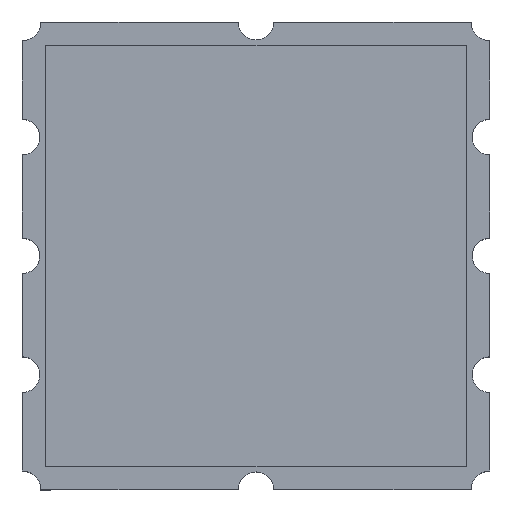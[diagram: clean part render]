
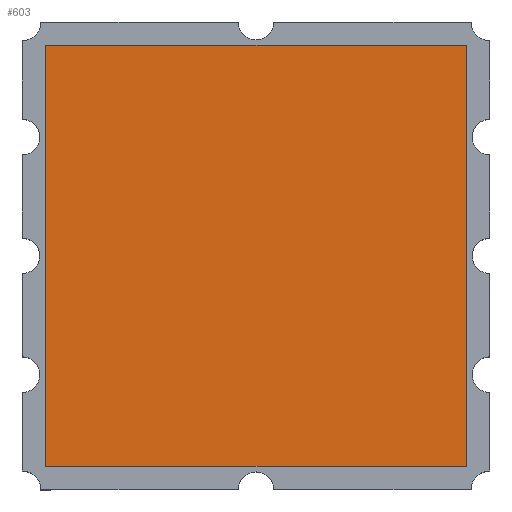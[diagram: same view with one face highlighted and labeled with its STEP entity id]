
A CAD part, top view. The second image highlights one B-rep face of the part: STEP entity #603.
In plain terms, the highlighted planar face has unit normal (0, 0, 1).
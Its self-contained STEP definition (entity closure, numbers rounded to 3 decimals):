
#7 = EDGE_CURVE ( 'NONE', #1282, #347, #465, .T. ) ;
#31 = VERTEX_POINT ( 'NONE', #876 ) ;
#118 = DIRECTION ( 'NONE',  ( 0., -1., 0. ) ) ;
#127 = VECTOR ( 'NONE', #118, 1000. ) ;
#137 = DIRECTION ( 'NONE',  ( -1., 0., 0. ) ) ;
#172 = LINE ( 'NONE', #891, #798 ) ;
#197 = CARTESIAN_POINT ( 'NONE',  ( 1.32, -1.41, 1.98 ) ) ;
#211 = DIRECTION ( 'NONE',  ( 0., 1., 0. ) ) ;
#318 = ORIENTED_EDGE ( 'NONE', *, *, #1328, .T. ) ;
#322 = DIRECTION ( 'NONE',  ( 1., 0., 0. ) ) ;
#347 = VERTEX_POINT ( 'NONE', #1418 ) ;
#371 = CARTESIAN_POINT ( 'NONE',  ( -0.93, -1.41, 1.98 ) ) ;
#374 = EDGE_CURVE ( 'NONE', #347, #1159, #1268, .T. ) ;
#408 = ORIENTED_EDGE ( 'NONE', *, *, #7, .T. ) ;
#453 = CARTESIAN_POINT ( 'NONE',  ( -0.93, 0.84, 1.98 ) ) ;
#465 = LINE ( 'NONE', #371, #127 ) ;
#537 = DIRECTION ( 'NONE',  ( 1., 0., 0. ) ) ;
#603 = ADVANCED_FACE ( 'NONE', ( #732 ), #1199, .T. ) ;
#608 = LINE ( 'NONE', #1468, #879 ) ;
#732 = FACE_OUTER_BOUND ( 'NONE', #847, .T. ) ;
#798 = VECTOR ( 'NONE', #137, 1000. ) ;
#847 = EDGE_LOOP ( 'NONE', ( #408, #1056, #318, #1586 ) ) ;
#876 = CARTESIAN_POINT ( 'NONE',  ( 3.57, 0.84, 1.98 ) ) ;
#879 = VECTOR ( 'NONE', #211, 1000. ) ;
#891 = CARTESIAN_POINT ( 'NONE',  ( 1.32, 0.84, 1.98 ) ) ;
#931 = VECTOR ( 'NONE', #537, 1000. ) ;
#1043 = EDGE_CURVE ( 'NONE', #31, #1282, #172, .T. ) ;
#1048 = CARTESIAN_POINT ( 'NONE',  ( 1.32, -3.66, 1.98 ) ) ;
#1056 = ORIENTED_EDGE ( 'NONE', *, *, #374, .T. ) ;
#1079 = DIRECTION ( 'NONE',  ( 0., 0., 1. ) ) ;
#1096 = AXIS2_PLACEMENT_3D ( 'NONE', #197, #1079, #322 ) ;
#1159 = VERTEX_POINT ( 'NONE', #1318 ) ;
#1199 = PLANE ( 'NONE',  #1096 ) ;
#1268 = LINE ( 'NONE', #1048, #931 ) ;
#1282 = VERTEX_POINT ( 'NONE', #453 ) ;
#1318 = CARTESIAN_POINT ( 'NONE',  ( 3.57, -3.66, 1.98 ) ) ;
#1328 = EDGE_CURVE ( 'NONE', #1159, #31, #608, .T. ) ;
#1418 = CARTESIAN_POINT ( 'NONE',  ( -0.93, -3.66, 1.98 ) ) ;
#1468 = CARTESIAN_POINT ( 'NONE',  ( 3.57, -1.41, 1.98 ) ) ;
#1586 = ORIENTED_EDGE ( 'NONE', *, *, #1043, .T. ) ;
